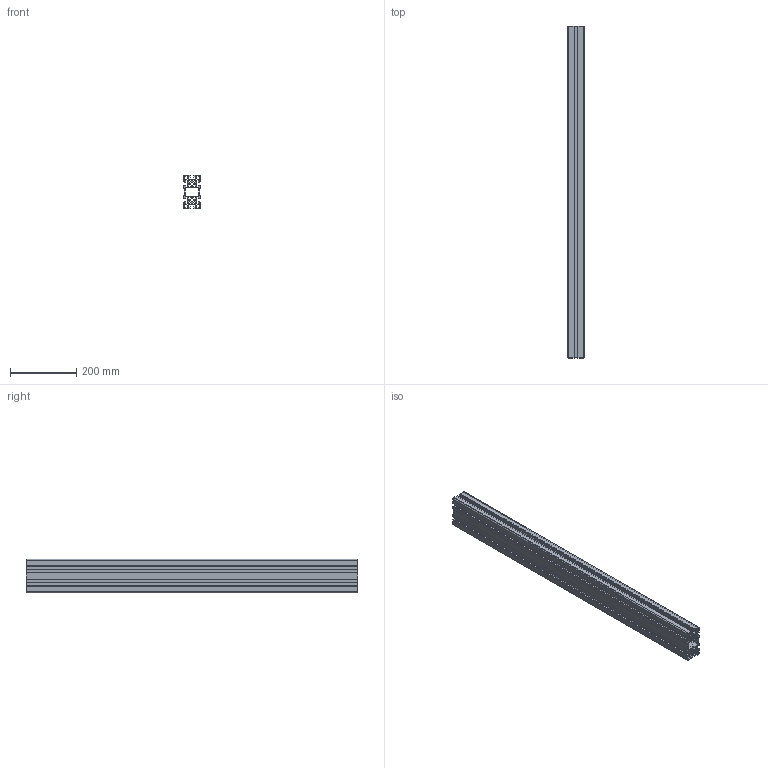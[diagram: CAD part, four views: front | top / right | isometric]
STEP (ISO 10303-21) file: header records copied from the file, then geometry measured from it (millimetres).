
FILE_DESCRIPTION(('STEP AP203'),'1');
FILE_NAME('BASE10B0099.stp','2023-10-13T09:59:22',(' '),(' '),'Spatial InterOp 3D',' ',' ');
FILE_SCHEMA(('CONFIG_CONTROL_DESIGN'));
Length unit declared in the file: millimetre
Products named in the file (1): Profilé 10 100x50 léger
Bounding box: 50 x 1000 x 100 mm (x, y, z)
Volume: 1654568 mm3; surface area: 1202246.2 mm2
Topology: 1 solids, 1 shells, 258 faces, 768 edges, 512 vertices
Faces by surface type: plane 218, cylinder 40
Entity records: 8702 total; most frequent: CARTESIAN_POINT 1539, ORIENTED_EDGE 1536, DIRECTION 1366, EDGE_CURVE 768, LINE 688, VECTOR 688, VERTEX_POINT 512, AXIS2_PLACEMENT_3D 339
